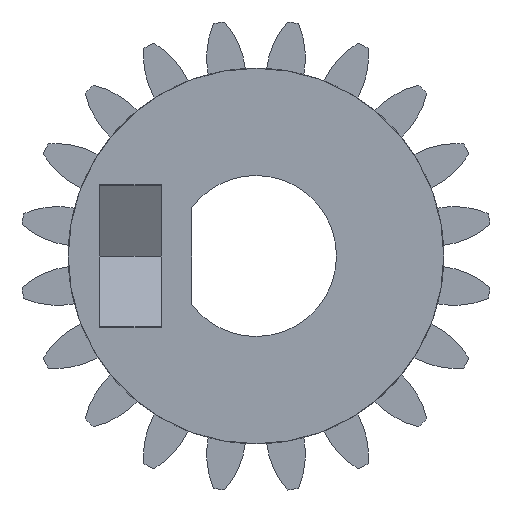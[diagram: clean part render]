
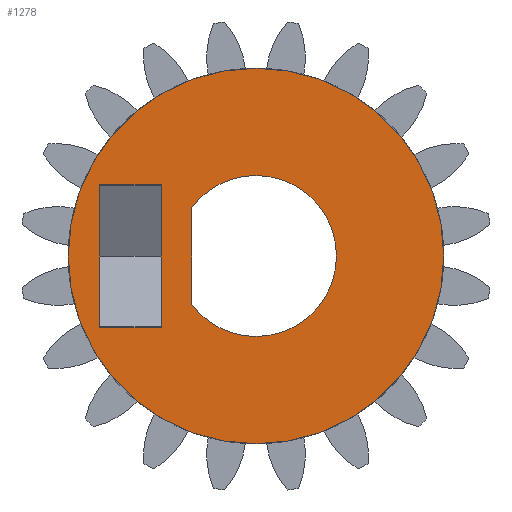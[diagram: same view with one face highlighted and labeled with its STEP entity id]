
A CAD part, left-side view. The second image highlights one B-rep face of the part: STEP entity #1278.
In plain terms, the highlighted planar face has unit normal (-1, 0, 0).
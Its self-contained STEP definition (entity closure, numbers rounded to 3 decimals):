
#4 = DIRECTION ( 'NONE',  ( 0., 0., 1. ) ) ;
#89 = VERTEX_POINT ( 'NONE', #2598 ) ;
#116 = EDGE_LOOP ( 'NONE', ( #1800, #3583, #3590, #2248 ) ) ;
#189 = EDGE_CURVE ( 'NONE', #3058, #601, #3467, .T. ) ;
#232 = DIRECTION ( 'NONE',  ( 0., 0., 1. ) ) ;
#272 = EDGE_CURVE ( 'NONE', #2610, #89, #2101, .T. ) ;
#287 = EDGE_LOOP ( 'NONE', ( #3268, #910 ) ) ;
#313 = CARTESIAN_POINT ( 'NONE',  ( -8., 0., 0. ) ) ;
#345 = AXIS2_PLACEMENT_3D ( 'NONE', #2940, #1512, #4 ) ;
#365 = DIRECTION ( 'NONE',  ( 0., 0., 1. ) ) ;
#388 = EDGE_CURVE ( 'NONE', #1999, #1525, #3492, .T. ) ;
#409 = AXIS2_PLACEMENT_3D ( 'NONE', #1097, #2298, #3481 ) ;
#467 = AXIS2_PLACEMENT_3D ( 'NONE', #2037, #646, #365 ) ;
#479 = EDGE_CURVE ( 'NONE', #1701, #3773, #3034, .T. ) ;
#537 = EDGE_CURVE ( 'NONE', #3773, #601, #3586, .T. ) ;
#575 = EDGE_CURVE ( 'NONE', #89, #2610, #1157, .T. ) ;
#601 = VERTEX_POINT ( 'NONE', #951 ) ;
#646 = DIRECTION ( 'NONE',  ( -1., 0., 0. ) ) ;
#722 = EDGE_CURVE ( 'NONE', #1999, #1501, #3028, .T. ) ;
#725 = CARTESIAN_POINT ( 'NONE',  ( -8., 4.376, -2.65 ) ) ;
#779 = DIRECTION ( 'NONE',  ( 0., 0., 1. ) ) ;
#810 = PLANE ( 'NONE',  #2376 ) ;
#845 = AXIS2_PLACEMENT_3D ( 'NONE', #313, #1197, #2391 ) ;
#878 = ORIENTED_EDGE ( 'NONE', *, *, #479, .F. ) ;
#910 = ORIENTED_EDGE ( 'NONE', *, *, #575, .T. ) ;
#915 = CARTESIAN_POINT ( 'NONE',  ( -8., 5.83, -19.297 ) ) ;
#951 = CARTESIAN_POINT ( 'NONE',  ( -8., 2.4, 1.8 ) ) ;
#952 = ORIENTED_EDGE ( 'NONE', *, *, #1855, .F. ) ;
#1021 = CARTESIAN_POINT ( 'NONE',  ( -8., 0., -3. ) ) ;
#1073 = CARTESIAN_POINT ( 'NONE',  ( -8., 0., 0. ) ) ;
#1097 = CARTESIAN_POINT ( 'NONE',  ( -8., 0., 0. ) ) ;
#1123 = CARTESIAN_POINT ( 'NONE',  ( -8., 5.83, -2.65 ) ) ;
#1157 = CIRCLE ( 'NONE', #467, 6.999 ) ;
#1173 = VECTOR ( 'NONE', #3741, 1000. ) ;
#1197 = DIRECTION ( 'NONE',  ( -1., 0., 0. ) ) ;
#1198 = CARTESIAN_POINT ( 'NONE',  ( -8., 2.4, -1.8 ) ) ;
#1278 = ADVANCED_FACE ( 'NONE', ( #3437, #2916, #3477 ), #810, .T. ) ;
#1342 = AXIS2_PLACEMENT_3D ( 'NONE', #1073, #2271, #779 ) ;
#1501 = VERTEX_POINT ( 'NONE', #2710 ) ;
#1512 = DIRECTION ( 'NONE',  ( -1., 0., 0. ) ) ;
#1522 = CARTESIAN_POINT ( 'NONE',  ( -8., 0., 6.999 ) ) ;
#1525 = VERTEX_POINT ( 'NONE', #2726 ) ;
#1602 = VECTOR ( 'NONE', #1788, 1000. ) ;
#1656 = VECTOR ( 'NONE', #3432, 1000. ) ;
#1701 = VERTEX_POINT ( 'NONE', #1021 ) ;
#1708 = DIRECTION ( 'NONE',  ( 0., 1., 0. ) ) ;
#1727 = LINE ( 'NONE', #725, #1804 ) ;
#1729 = DIRECTION ( 'NONE',  ( -1., 0., 0. ) ) ;
#1788 = DIRECTION ( 'NONE',  ( 0., 0., -1. ) ) ;
#1800 = ORIENTED_EDGE ( 'NONE', *, *, #722, .T. ) ;
#1804 = VECTOR ( 'NONE', #1708, 1000. ) ;
#1855 = EDGE_CURVE ( 'NONE', #3058, #1701, #3098, .T. ) ;
#1999 = VERTEX_POINT ( 'NONE', #3269 ) ;
#2006 = CARTESIAN_POINT ( 'NONE',  ( -8., 0., 0. ) ) ;
#2037 = CARTESIAN_POINT ( 'NONE',  ( -8., 0., 0. ) ) ;
#2101 = CIRCLE ( 'NONE', #1342, 6.999 ) ;
#2248 = ORIENTED_EDGE ( 'NONE', *, *, #388, .F. ) ;
#2251 = CARTESIAN_POINT ( 'NONE',  ( -8., 4.376, 2.65 ) ) ;
#2271 = DIRECTION ( 'NONE',  ( -1., 0., 0. ) ) ;
#2298 = DIRECTION ( 'NONE',  ( -1., 0., 0. ) ) ;
#2337 = CARTESIAN_POINT ( 'NONE',  ( -8., 0., 3. ) ) ;
#2376 = AXIS2_PLACEMENT_3D ( 'NONE', #2006, #1729, #232 ) ;
#2391 = DIRECTION ( 'NONE',  ( 0., 0., 1. ) ) ;
#2598 = CARTESIAN_POINT ( 'NONE',  ( -8., 0., -6.999 ) ) ;
#2610 = VERTEX_POINT ( 'NONE', #1522 ) ;
#2710 = CARTESIAN_POINT ( 'NONE',  ( -8., 3.53, -2.65 ) ) ;
#2726 = CARTESIAN_POINT ( 'NONE',  ( -8., 5.83, 2.65 ) ) ;
#2848 = DIRECTION ( 'NONE',  ( 0., 0., 1. ) ) ;
#2880 = EDGE_CURVE ( 'NONE', #1501, #3818, #1727, .T. ) ;
#2916 = FACE_BOUND ( 'NONE', #2971, .T. ) ;
#2940 = CARTESIAN_POINT ( 'NONE',  ( -8., 0., 0. ) ) ;
#2971 = EDGE_LOOP ( 'NONE', ( #952, #3133, #3599, #878 ) ) ;
#3028 = LINE ( 'NONE', #3402, #1173 ) ;
#3034 = CIRCLE ( 'NONE', #845, 3. ) ;
#3058 = VERTEX_POINT ( 'NONE', #1198 ) ;
#3098 = CIRCLE ( 'NONE', #409, 3. ) ;
#3121 = EDGE_CURVE ( 'NONE', #1525, #3818, #3591, .T. ) ;
#3133 = ORIENTED_EDGE ( 'NONE', *, *, #189, .T. ) ;
#3268 = ORIENTED_EDGE ( 'NONE', *, *, #272, .T. ) ;
#3269 = CARTESIAN_POINT ( 'NONE',  ( -8., 3.53, 2.65 ) ) ;
#3402 = CARTESIAN_POINT ( 'NONE',  ( -8., 3.53, -19.297 ) ) ;
#3432 = DIRECTION ( 'NONE',  ( 0., 1., 0. ) ) ;
#3437 = FACE_OUTER_BOUND ( 'NONE', #287, .T. ) ;
#3467 = LINE ( 'NONE', #3491, #3655 ) ;
#3477 = FACE_BOUND ( 'NONE', #116, .T. ) ;
#3481 = DIRECTION ( 'NONE',  ( 0., 0., 1. ) ) ;
#3491 = CARTESIAN_POINT ( 'NONE',  ( -8., 2.4, -19.297 ) ) ;
#3492 = LINE ( 'NONE', #2251, #1656 ) ;
#3583 = ORIENTED_EDGE ( 'NONE', *, *, #2880, .T. ) ;
#3586 = CIRCLE ( 'NONE', #345, 3. ) ;
#3590 = ORIENTED_EDGE ( 'NONE', *, *, #3121, .F. ) ;
#3591 = LINE ( 'NONE', #915, #1602 ) ;
#3599 = ORIENTED_EDGE ( 'NONE', *, *, #537, .F. ) ;
#3655 = VECTOR ( 'NONE', #2848, 1000. ) ;
#3741 = DIRECTION ( 'NONE',  ( 0., 0., -1. ) ) ;
#3773 = VERTEX_POINT ( 'NONE', #2337 ) ;
#3818 = VERTEX_POINT ( 'NONE', #1123 ) ;
